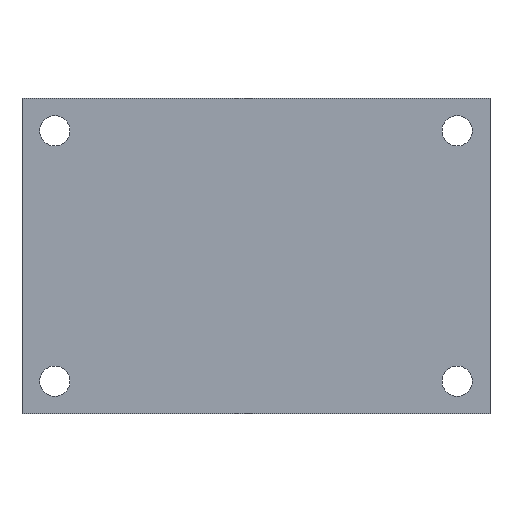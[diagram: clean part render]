
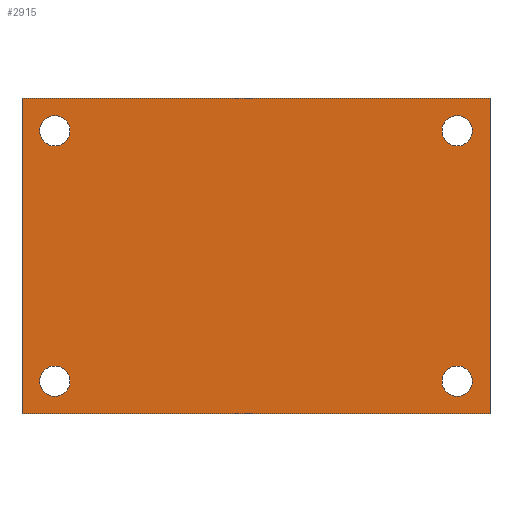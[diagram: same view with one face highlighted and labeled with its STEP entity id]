
A CAD part, front view. The second image highlights one B-rep face of the part: STEP entity #2915.
In plain terms, the highlighted planar face has unit normal (0, -1, 0).
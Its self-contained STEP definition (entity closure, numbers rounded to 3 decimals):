
#221=FACE_BOUND('',#694,.T.);
#222=FACE_BOUND('',#695,.T.);
#223=FACE_BOUND('',#696,.T.);
#224=FACE_BOUND('',#697,.T.);
#250=PLANE('',#3141);
#501=FACE_OUTER_BOUND('',#693,.T.);
#693=EDGE_LOOP('',(#2711,#2712,#2713,#2714));
#694=EDGE_LOOP('',(#2715));
#695=EDGE_LOOP('',(#2716));
#696=EDGE_LOOP('',(#2717));
#697=EDGE_LOOP('',(#2718));
#881=CIRCLE('',#2946,3.25);
#882=CIRCLE('',#2948,3.25);
#883=CIRCLE('',#2950,3.25);
#884=CIRCLE('',#2952,3.25);
#1033=LINE('',#16489,#1140);
#1036=LINE('',#16494,#1143);
#1037=LINE('',#16497,#1144);
#1038=LINE('',#16498,#1145);
#1140=VECTOR('',#3663,10.);
#1143=VECTOR('',#3668,10.);
#1144=VECTOR('',#3671,10.);
#1145=VECTOR('',#3672,10.);
#1195=VERTEX_POINT('',#5064);
#1196=VERTEX_POINT('',#5068);
#1197=VERTEX_POINT('',#5072);
#1198=VERTEX_POINT('',#5076);
#1399=VERTEX_POINT('',#16486);
#1400=VERTEX_POINT('',#16488);
#1401=VERTEX_POINT('',#16492);
#1402=VERTEX_POINT('',#16496);
#1463=EDGE_CURVE('',#1195,#1195,#881,.T.);
#1465=EDGE_CURVE('',#1196,#1196,#882,.T.);
#1467=EDGE_CURVE('',#1197,#1197,#883,.T.);
#1469=EDGE_CURVE('',#1198,#1198,#884,.T.);
#1838=EDGE_CURVE('',#1400,#1399,#1033,.T.);
#1841=EDGE_CURVE('',#1399,#1401,#1036,.T.);
#1842=EDGE_CURVE('',#1401,#1402,#1037,.T.);
#1843=EDGE_CURVE('',#1402,#1400,#1038,.T.);
#2711=ORIENTED_EDGE('',*,*,#1841,.T.);
#2712=ORIENTED_EDGE('',*,*,#1842,.T.);
#2713=ORIENTED_EDGE('',*,*,#1843,.T.);
#2714=ORIENTED_EDGE('',*,*,#1838,.T.);
#2715=ORIENTED_EDGE('',*,*,#1463,.T.);
#2716=ORIENTED_EDGE('',*,*,#1465,.T.);
#2717=ORIENTED_EDGE('',*,*,#1467,.T.);
#2718=ORIENTED_EDGE('',*,*,#1469,.T.);
#2915=ADVANCED_FACE('',(#501,#221,#222,#223,#224),#250,.T.);
#2946=AXIS2_PLACEMENT_3D('',#5066,#3194,#3195);
#2948=AXIS2_PLACEMENT_3D('',#5070,#3199,#3200);
#2950=AXIS2_PLACEMENT_3D('',#5074,#3204,#3205);
#2952=AXIS2_PLACEMENT_3D('',#5078,#3209,#3210);
#3141=AXIS2_PLACEMENT_3D('',#16495,#3669,#3670);
#3194=DIRECTION('center_axis',(0.,1.,0.));
#3195=DIRECTION('ref_axis',(1.,0.,0.));
#3199=DIRECTION('center_axis',(0.,1.,0.));
#3200=DIRECTION('ref_axis',(1.,0.,0.));
#3204=DIRECTION('center_axis',(0.,1.,0.));
#3205=DIRECTION('ref_axis',(1.,0.,0.));
#3209=DIRECTION('center_axis',(0.,1.,0.));
#3210=DIRECTION('ref_axis',(1.,0.,0.));
#3663=DIRECTION('',(0.,0.,1.));
#3668=DIRECTION('',(-1.,0.,0.));
#3669=DIRECTION('center_axis',(0.,-1.,0.));
#3670=DIRECTION('ref_axis',(0.,0.,-1.));
#3671=DIRECTION('',(0.,0.,-1.));
#3672=DIRECTION('',(1.,0.,0.));
#5064=CARTESIAN_POINT('',(39.75,-10.,-26.76));
#5066=CARTESIAN_POINT('Origin',(43.,-10.,-26.76));
#5068=CARTESIAN_POINT('',(-46.25,-10.,-26.76));
#5070=CARTESIAN_POINT('Origin',(-43.,-10.,-26.76));
#5072=CARTESIAN_POINT('',(39.75,-10.,26.76));
#5074=CARTESIAN_POINT('Origin',(43.,-10.,26.76));
#5076=CARTESIAN_POINT('',(-46.25,-10.,26.76));
#5078=CARTESIAN_POINT('Origin',(-43.,-10.,26.76));
#16486=CARTESIAN_POINT('',(50.,-10.,33.76));
#16488=CARTESIAN_POINT('',(50.,-10.,-33.76));
#16489=CARTESIAN_POINT('',(50.,-10.,-33.76));
#16492=CARTESIAN_POINT('',(-50.,-10.,33.76));
#16494=CARTESIAN_POINT('',(50.,-10.,33.76));
#16495=CARTESIAN_POINT('Origin',(0.,-10.,0.));
#16496=CARTESIAN_POINT('',(-50.,-10.,-33.76));
#16497=CARTESIAN_POINT('',(-50.,-10.,33.76));
#16498=CARTESIAN_POINT('',(-50.,-10.,-33.76));
